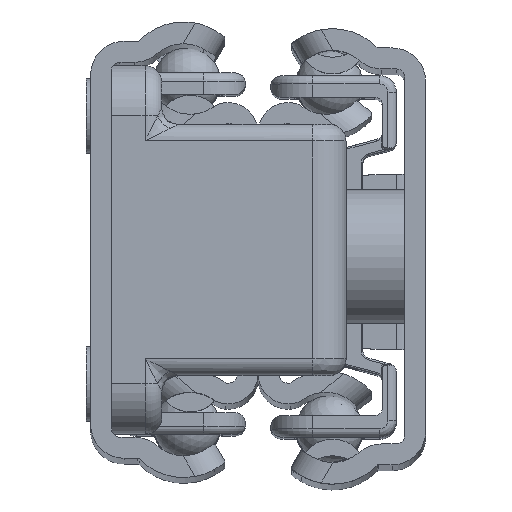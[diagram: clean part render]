
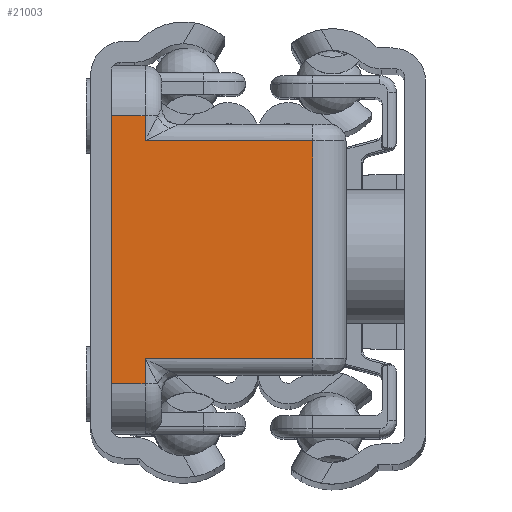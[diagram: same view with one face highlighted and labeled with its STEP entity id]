
A CAD part, top view. The second image highlights one B-rep face of the part: STEP entity #21003.
In plain terms, the highlighted planar face has unit normal (0, 0, 1).
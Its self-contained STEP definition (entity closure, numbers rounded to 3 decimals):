
#1078=PLANE('',#22884);
#1947=FACE_OUTER_BOUND('',#3165,.T.);
#3165=EDGE_LOOP('',(#16900,#16901,#16902,#16903,#16904,#16905,#16906,#16907));
#4799=LINE('',#35345,#6394);
#4801=LINE('',#35351,#6396);
#4809=LINE('',#35385,#6404);
#4818=LINE('',#35610,#6413);
#4822=LINE('',#35621,#6417);
#4831=LINE('',#35657,#6426);
#4832=LINE('',#35660,#6427);
#4833=LINE('',#35661,#6428);
#6394=VECTOR('',#27662,10.);
#6396=VECTOR('',#27668,10.);
#6404=VECTOR('',#27700,10.);
#6413=VECTOR('',#27763,10.);
#6417=VECTOR('',#27777,10.);
#6426=VECTOR('',#27810,10.);
#6427=VECTOR('',#27813,10.);
#6428=VECTOR('',#27814,10.);
#9186=VERTEX_POINT('',#35288);
#9191=VERTEX_POINT('',#35339);
#9194=VERTEX_POINT('',#35349);
#9199=VERTEX_POINT('',#35383);
#9205=VERTEX_POINT('',#35419);
#9219=VERTEX_POINT('',#35594);
#9230=VERTEX_POINT('',#35655);
#9231=VERTEX_POINT('',#35659);
#11820=EDGE_CURVE('',#9186,#9191,#4799,.T.);
#11823=EDGE_CURVE('',#9194,#9186,#4801,.T.);
#11837=EDGE_CURVE('',#9199,#9194,#4809,.T.);
#11873=EDGE_CURVE('',#9219,#9205,#4818,.T.);
#11879=EDGE_CURVE('',#9205,#9199,#4822,.T.);
#11893=EDGE_CURVE('',#9230,#9219,#4831,.T.);
#11894=EDGE_CURVE('',#9230,#9231,#4832,.T.);
#11895=EDGE_CURVE('',#9191,#9231,#4833,.T.);
#16900=ORIENTED_EDGE('',*,*,#11823,.F.);
#16901=ORIENTED_EDGE('',*,*,#11837,.F.);
#16902=ORIENTED_EDGE('',*,*,#11879,.F.);
#16903=ORIENTED_EDGE('',*,*,#11873,.F.);
#16904=ORIENTED_EDGE('',*,*,#11893,.F.);
#16905=ORIENTED_EDGE('',*,*,#11894,.T.);
#16906=ORIENTED_EDGE('',*,*,#11895,.F.);
#16907=ORIENTED_EDGE('',*,*,#11820,.F.);
#21003=ADVANCED_FACE('',(#1947),#1078,.T.);
#22884=AXIS2_PLACEMENT_3D('',#35658,#27811,#27812);
#27662=DIRECTION('',(0.,-1.,0.));
#27668=DIRECTION('',(-1.,0.,0.));
#27700=DIRECTION('',(0.,-1.,0.));
#27763=DIRECTION('',(0.,-1.,0.));
#27777=DIRECTION('',(1.,0.,0.));
#27810=DIRECTION('',(1.,0.,0.));
#27811=DIRECTION('center_axis',(0.,0.,1.));
#27812=DIRECTION('ref_axis',(1.,0.,0.));
#27813=DIRECTION('',(0.,-1.,0.));
#27814=DIRECTION('',(-1.,0.,0.));
#35288=CARTESIAN_POINT('',(-2.3,-6.5,198.));
#35339=CARTESIAN_POINT('',(-2.3,-8.,198.));
#35345=CARTESIAN_POINT('',(-2.3,5.5,198.));
#35349=CARTESIAN_POINT('',(7.7,-6.5,198.));
#35351=CARTESIAN_POINT('',(-1.3,-6.5,198.));
#35383=CARTESIAN_POINT('',(7.7,6.5,198.));
#35385=CARTESIAN_POINT('',(7.7,5.5,198.));
#35419=CARTESIAN_POINT('',(-2.3,6.5,198.));
#35594=CARTESIAN_POINT('',(-2.3,8.,198.));
#35610=CARTESIAN_POINT('',(-2.3,5.5,198.));
#35621=CARTESIAN_POINT('',(-1.3,6.5,198.));
#35655=CARTESIAN_POINT('',(-4.3,8.,198.));
#35657=CARTESIAN_POINT('',(-1.3,8.,198.));
#35658=CARTESIAN_POINT('Origin',(-1.3,11.,198.));
#35659=CARTESIAN_POINT('',(-4.3,-8.,198.));
#35660=CARTESIAN_POINT('',(-4.3,-11.,198.));
#35661=CARTESIAN_POINT('',(-1.3,-8.,198.));
